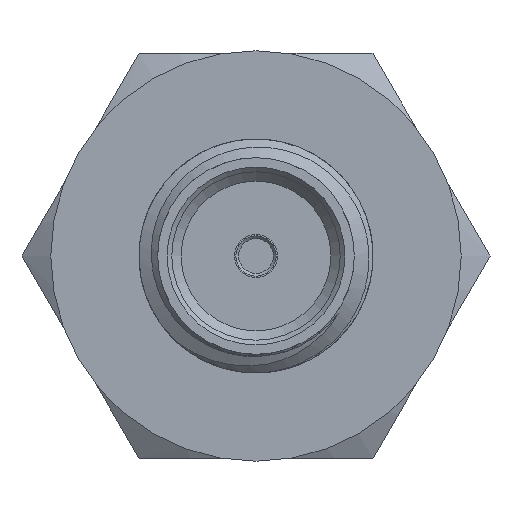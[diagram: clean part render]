
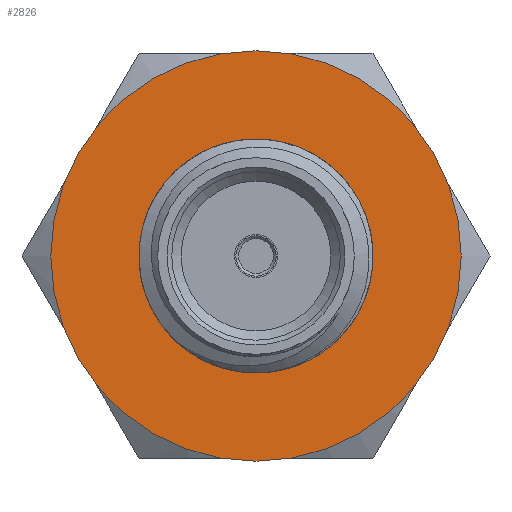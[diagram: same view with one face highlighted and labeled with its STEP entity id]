
A CAD part, left-side view. The second image highlights one B-rep face of the part: STEP entity #2826.
In plain terms, the highlighted planar face has unit normal (-1, 0, 0).
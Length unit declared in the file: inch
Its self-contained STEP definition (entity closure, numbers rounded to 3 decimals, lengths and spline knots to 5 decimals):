
#75 = CARTESIAN_POINT ( 'NONE',  ( 0.23502, 0.125, 0. ) ) ;
#2147 = DIRECTION ( 'NONE',  ( 0., -1., 0. ) ) ;
#2579 = PLANE ( 'NONE',  #5725 ) ;
#2826 = ADVANCED_FACE ( 'NONE', ( #16471, #12614 ), #2579, .F. ) ;
#5185 = AXIS2_PLACEMENT_3D ( 'NONE', #15442, #5227, #5356 ) ;
#5227 = DIRECTION ( 'NONE',  ( 1., 0., 0. ) ) ;
#5356 = DIRECTION ( 'NONE',  ( 0., 1., 0. ) ) ;
#5398 = AXIS2_PLACEMENT_3D ( 'NONE', #12000, #13709, #2147 ) ;
#5713 = CIRCLE ( 'NONE', #5398, 0.21927 ) ;
#5725 = AXIS2_PLACEMENT_3D ( 'NONE', #9863, #7040, #11203 ) ;
#7040 = DIRECTION ( 'NONE',  ( 1., 0., 0. ) ) ;
#7148 = EDGE_CURVE ( 'NONE', #14986, #14986, #5713, .T. ) ;
#7790 = CIRCLE ( 'NONE', #5185, 0.125 ) ;
#9863 = CARTESIAN_POINT ( 'NONE',  ( 0.23502, 0., 0. ) ) ;
#10004 = CARTESIAN_POINT ( 'NONE',  ( 0.23502, -0.21927, 0. ) ) ;
#10603 = EDGE_LOOP ( 'NONE', ( #14963 ) ) ;
#11008 = VERTEX_POINT ( 'NONE', #75 ) ;
#11203 = DIRECTION ( 'NONE',  ( 0., 1., 0. ) ) ;
#12000 = CARTESIAN_POINT ( 'NONE',  ( 0.23502, 0., 0. ) ) ;
#12614 = FACE_OUTER_BOUND ( 'NONE', #10603, .T. ) ;
#12807 = EDGE_LOOP ( 'NONE', ( #16728 ) ) ;
#13709 = DIRECTION ( 'NONE',  ( -1., 0., 0. ) ) ;
#14963 = ORIENTED_EDGE ( 'NONE', *, *, #7148, .T. ) ;
#14986 = VERTEX_POINT ( 'NONE', #10004 ) ;
#15442 = CARTESIAN_POINT ( 'NONE',  ( 0.23502, 0., 0. ) ) ;
#16471 = FACE_BOUND ( 'NONE', #12807, .T. ) ;
#16728 = ORIENTED_EDGE ( 'NONE', *, *, #17814, .T. ) ;
#17814 = EDGE_CURVE ( 'NONE', #11008, #11008, #7790, .T. ) ;
